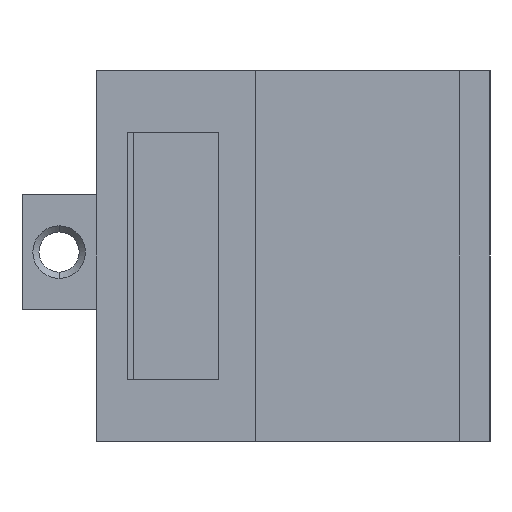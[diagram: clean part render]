
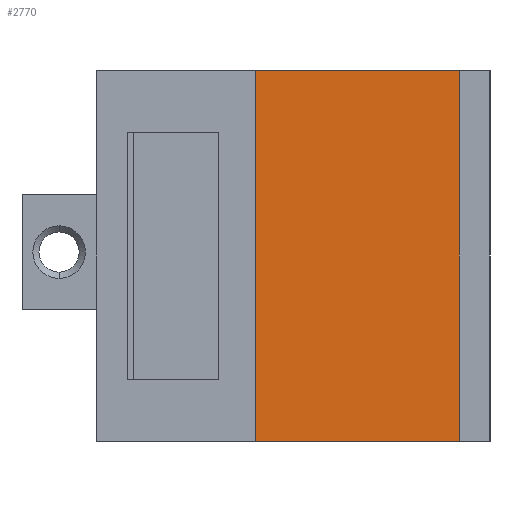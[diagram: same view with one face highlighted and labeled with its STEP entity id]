
A CAD part, left-side view. The second image highlights one B-rep face of the part: STEP entity #2770.
In plain terms, the highlighted planar face has unit normal (-1, 0, 0).
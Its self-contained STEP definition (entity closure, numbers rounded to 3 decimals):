
#92 = CARTESIAN_POINT ( 'NONE',  ( -5., 5., 0. ) ) ;
#195 = DIRECTION ( 'NONE',  ( 0., 0., -1. ) ) ;
#218 = CARTESIAN_POINT ( 'NONE',  ( -5., 5., 60. ) ) ;
#224 = DIRECTION ( 'NONE',  ( 0., -1., 0. ) ) ;
#250 = CARTESIAN_POINT ( 'NONE',  ( -5., 38., 60. ) ) ;
#438 = DIRECTION ( 'NONE',  ( 0., 0., -1. ) ) ;
#479 = ORIENTED_EDGE ( 'NONE', *, *, #1877, .F. ) ;
#636 = ORIENTED_EDGE ( 'NONE', *, *, #2290, .F. ) ;
#662 = CARTESIAN_POINT ( 'NONE',  ( -5., 38., 0. ) ) ;
#676 = CARTESIAN_POINT ( 'NONE',  ( -5., 38., 60. ) ) ;
#695 = PLANE ( 'NONE',  #1579 ) ;
#739 = VERTEX_POINT ( 'NONE', #676 ) ;
#958 = VECTOR ( 'NONE', #1094, 1000. ) ;
#1005 = VERTEX_POINT ( 'NONE', #1928 ) ;
#1094 = DIRECTION ( 'NONE',  ( 0., -1., 0. ) ) ;
#1096 = CARTESIAN_POINT ( 'NONE',  ( -5., 5., 60. ) ) ;
#1216 = VERTEX_POINT ( 'NONE', #662 ) ;
#1294 = LINE ( 'NONE', #218, #1475 ) ;
#1366 = LINE ( 'NONE', #250, #2001 ) ;
#1369 = VERTEX_POINT ( 'NONE', #92 ) ;
#1380 = VECTOR ( 'NONE', #224, 1000. ) ;
#1475 = VECTOR ( 'NONE', #438, 1000. ) ;
#1579 = AXIS2_PLACEMENT_3D ( 'NONE', #1096, #2218, #195 ) ;
#1754 = CARTESIAN_POINT ( 'NONE',  ( -5., 5., 0. ) ) ;
#1780 = EDGE_CURVE ( 'NONE', #1216, #1369, #1995, .T. ) ;
#1877 = EDGE_CURVE ( 'NONE', #739, #1005, #2877, .T. ) ;
#1928 = CARTESIAN_POINT ( 'NONE',  ( -5., 5., 60. ) ) ;
#1931 = EDGE_LOOP ( 'NONE', ( #2295, #636, #479, #2623 ) ) ;
#1995 = LINE ( 'NONE', #1754, #958 ) ;
#2001 = VECTOR ( 'NONE', #2259, 1000. ) ;
#2203 = FACE_OUTER_BOUND ( 'NONE', #1931, .T. ) ;
#2218 = DIRECTION ( 'NONE',  ( 1., 0., 0. ) ) ;
#2233 = CARTESIAN_POINT ( 'NONE',  ( -5., 5., 60. ) ) ;
#2259 = DIRECTION ( 'NONE',  ( 0., 0., -1. ) ) ;
#2290 = EDGE_CURVE ( 'NONE', #1005, #1369, #1294, .T. ) ;
#2295 = ORIENTED_EDGE ( 'NONE', *, *, #1780, .T. ) ;
#2623 = ORIENTED_EDGE ( 'NONE', *, *, #2725, .T. ) ;
#2725 = EDGE_CURVE ( 'NONE', #739, #1216, #1366, .T. ) ;
#2770 = ADVANCED_FACE ( 'NONE', ( #2203 ), #695, .F. ) ;
#2877 = LINE ( 'NONE', #2233, #1380 ) ;
